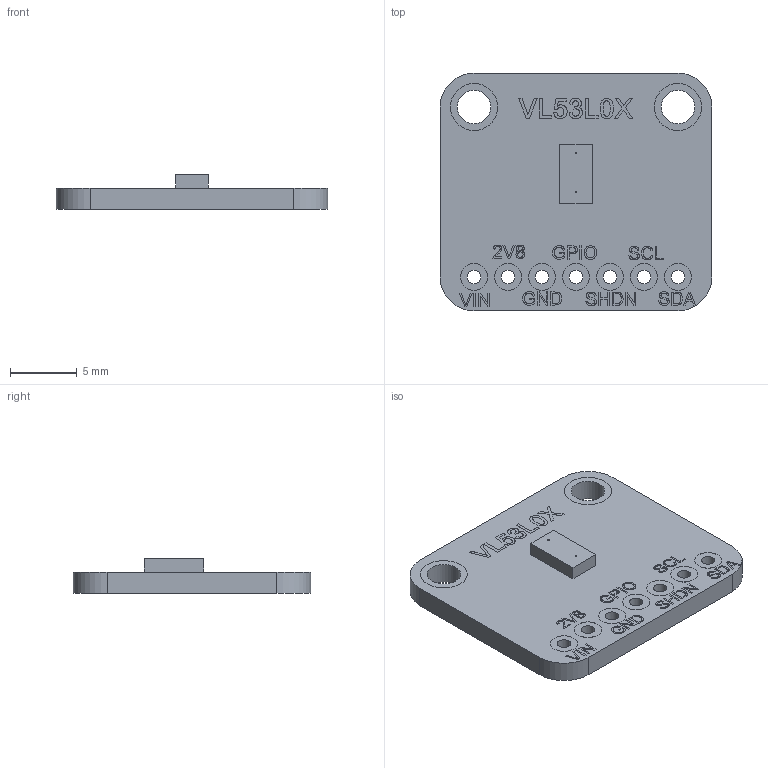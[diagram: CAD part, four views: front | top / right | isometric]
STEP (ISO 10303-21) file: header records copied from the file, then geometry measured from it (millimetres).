
FILE_DESCRIPTION(/* description */ ('Unknown'),/* implementation_level */ '2;1');
FILE_NAME(/* name */ 'Adafruit VL53L0X',/* time_stamp */ '2018-04-05T17:17:58-04:00',/* author */ ('Unknown'),/* organization */ ('Unknown'),/* preprocessor_version */ 'ST-DEVELOPER v16.7',/* originating_system */ 'DEX',/* authorisation */ $);
FILE_SCHEMA (('AUTOMOTIVE_DESIGN {1 0 10303 214 3 1 1}'));
Length unit declared in the file: inch
Products named in the file (1): Adafruit VL53L0X
Bounding box: 20.32 x 17.78 x 2.61 mm (x, y, z)
Volume: 552.5 mm3; surface area: 892 mm2
Topology: 2 solids, 2 shells, 307 faces, 732 edges, 488 vertices
Faces by surface type: plane 226, bspline 47, cylinder 34
Full cylindrical faces by diameter (mm): 0.064 x1, 0.127 x1, 1 x7, 2.016 x14, 2.5 x2, 3.516 x4
Entity records: 13131 total; most frequent: CARTESIAN_POINT 4162, ORIENTED_EDGE 1394, DIRECTION 1193, EDGE_CURVE 697, LINE 535, VECTOR 535, VERTEX_POINT 488, EDGE_LOOP 419
